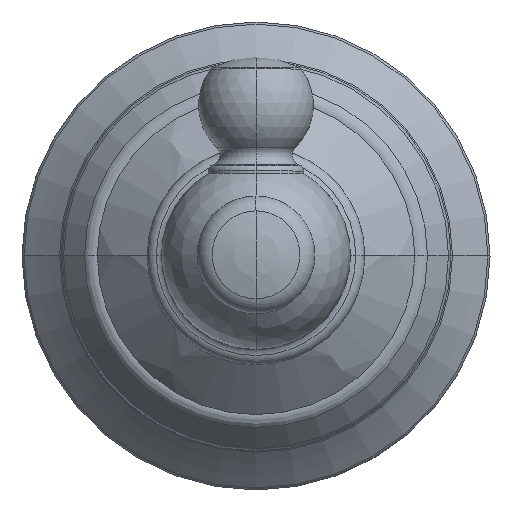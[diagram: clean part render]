
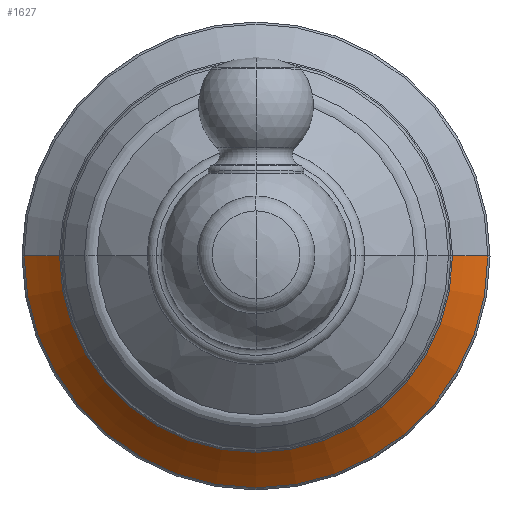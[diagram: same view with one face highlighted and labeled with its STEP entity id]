
A CAD part, top view. The second image highlights one B-rep face of the part: STEP entity #1627.
In plain terms, the highlighted toroidal (fillet/blend) face has major radius 72.084 mm and minor radius 66.802 mm.
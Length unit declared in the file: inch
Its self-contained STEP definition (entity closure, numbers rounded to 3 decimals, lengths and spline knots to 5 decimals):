
#558=CARTESIAN_POINT('',(2.83794,0.,2.02933));
#559=DIRECTION('',(0.,1.,0.));
#560=DIRECTION('',(-0.66,0.,-0.752));
#561=AXIS2_PLACEMENT_3D('',#558,#559,#560);
#568=CARTESIAN_POINT('',(-2.83794,0.,2.02933));
#569=DIRECTION('',(0.,-1.,0.));
#570=DIRECTION('',(0.66,0.,-0.752));
#571=AXIS2_PLACEMENT_3D('',#568,#569,#570);
#593=CARTESIAN_POINT('',(0.,0.,0.05255));
#594=DIRECTION('',(0.,0.,1.));
#595=DIRECTION('',(-1.,0.,0.));
#596=AXIS2_PLACEMENT_3D('',#593,#594,#595);
#598=CARTESIAN_POINT('',(0.,0.,0.21421));
#599=DIRECTION('',(0.,0.,-1.));
#600=DIRECTION('',(1.,0.,0.));
#601=AXIS2_PLACEMENT_3D('',#598,#599,#600);
#627=CARTESIAN_POINT('',(-0.93472,0.,0.21421));
#628=CARTESIAN_POINT('',(0.93472,0.,0.21421));
#629=VERTEX_POINT('',#627);
#630=VERTEX_POINT('',#628);
#631=CARTESIAN_POINT('',(1.10322,0.,0.05255));
#632=CARTESIAN_POINT('',(-1.10322,0.,0.05255));
#633=VERTEX_POINT('',#631);
#634=VERTEX_POINT('',#632);
#1616=CARTESIAN_POINT('',(0.,0.,2.02933));
#1617=DIRECTION('',(0.,0.,-1.));
#1618=DIRECTION('',(-1.,0.,0.));
#1619=AXIS2_PLACEMENT_3D('',#1616,#1617,#1618);
#1620=TOROIDAL_SURFACE('',#1619,2.83794,2.63);
#1621=ORIENTED_EDGE('',*,*,#1610,.F.);
#1622=ORIENTED_EDGE('',*,*,#1572,.T.);
#1623=ORIENTED_EDGE('',*,*,#1529,.F.);
#1624=ORIENTED_EDGE('',*,*,#1569,.F.);
#1625=EDGE_LOOP('',(#1621,#1622,#1623,#1624));
#1626=FACE_OUTER_BOUND('',#1625,.F.);
#1627=ADVANCED_FACE('',(#1626),#1620,.F.);
#562=CIRCLE('',#561,2.63);
#572=CIRCLE('',#571,2.63);
#597=CIRCLE('',#596,1.10322);
#602=CIRCLE('',#601,0.93472);
#1529=EDGE_CURVE('',#630,#629,#602,.T.);
#1569=EDGE_CURVE('',#633,#630,#562,.T.);
#1572=EDGE_CURVE('',#634,#629,#572,.T.);
#1610=EDGE_CURVE('',#634,#633,#597,.T.);
